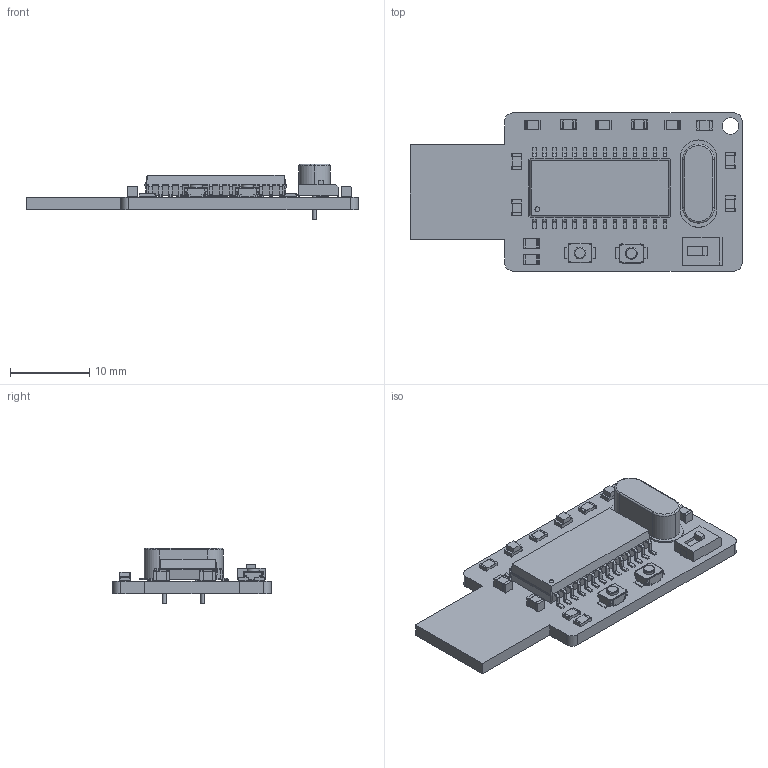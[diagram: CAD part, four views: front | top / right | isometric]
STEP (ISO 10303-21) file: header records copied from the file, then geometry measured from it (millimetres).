
FILE_DESCRIPTION(('KiCad electronic assembly'),'2;1');
FILE_NAME('board.step','2021-01-16T21:30:09',('An Author'),('A Company') ,'Open CASCADE STEP processor 6.9','KiCad to STEP converter','Unknown' );
FILE_SCHEMA(('AUTOMOTIVE_DESIGN { 1 0 10303 214 1 1 1 1 }'));
Length unit declared in the file: millimetre
Products named in the file (16): Open CASCADE STEP translator 6.9 1; Crystal_HC49-4H_Vertical; SOLID; SW_SPST_EVQPE1; COMPOUND; SW_SPST_B3U-1000P; C_0805_2012Metric; SOIC-28W_7.5x17.9mm_P1.27mm; R_0805_2012Metric; LED_0805_2012Metric
Assembly tree (25 placements, depth 3):
  Open CASCADE STEP translator 6.9 1
    Crystal_HC49-4H_Vertical
      SOLID
    SW_SPST_EVQPE1
      COMPOUND
    SW_SPST_B3U-1000P  x2
      SOLID
    C_0805_2012Metric  x4
      SOLID
    SOIC-28W_7.5x17.9mm_P1.27mm
      SOLID
    R_0805_2012Metric  x5
      SOLID
    LED_0805_2012Metric  x3
      SOLID
    COMPOUND
Bounding box: 42 x 20 x 7 mm (x, y, z)
Volume: 1756.7 mm3; surface area: 2686.1 mm2
Topology: 22 solids, 22 shells, 1421 faces, 3689 edges, 2274 vertices
Faces by surface type: plane 851, cylinder 446, bspline 52, torus 38, sphere 34
Full cylindrical faces by diameter (mm): 0.5 x2, 0.6 x1, 0.8 x2, 1.5 x2, 2.1 x1
Entity records: 65515 total; most frequent: CARTESIAN_POINT 13091, DIRECTION 8719, LINE 5732, VECTOR 5732, ORIENTED_EDGE 4602, PCURVE 4602, DEFINITIONAL_REPRESENTATION 4602, EDGE_CURVE 2301
